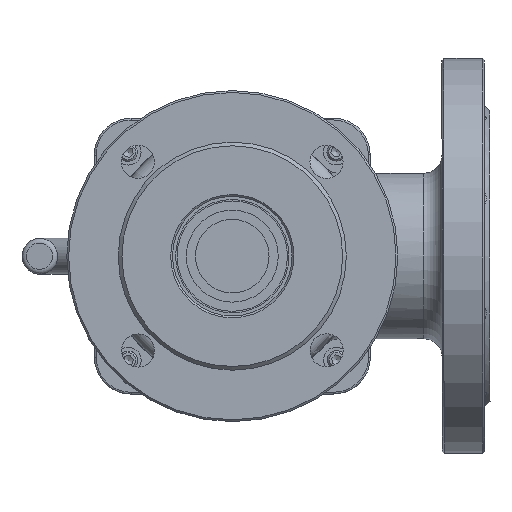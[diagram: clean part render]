
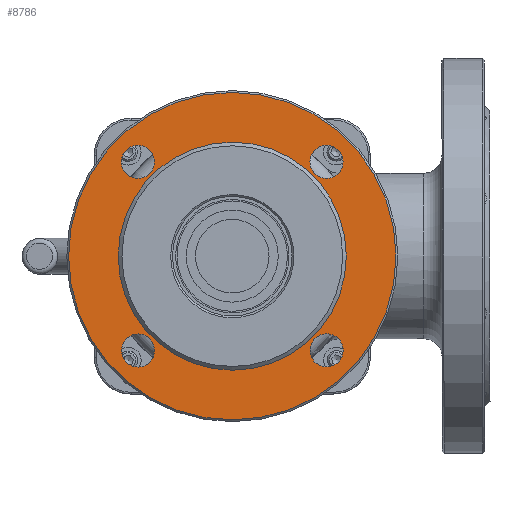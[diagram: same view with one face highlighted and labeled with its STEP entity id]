
A CAD part, front view. The second image highlights one B-rep face of the part: STEP entity #8786.
In plain terms, the highlighted planar face has unit normal (0, -1, 0).
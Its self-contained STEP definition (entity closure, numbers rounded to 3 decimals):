
#274=PLANE('',#9594);
#550=FACE_BOUND('',#2539,.T.);
#551=FACE_BOUND('',#2540,.T.);
#552=FACE_BOUND('',#2541,.T.);
#553=FACE_BOUND('',#2542,.T.);
#554=FACE_BOUND('',#2543,.T.);
#2001=FACE_OUTER_BOUND('',#2538,.T.);
#2538=EDGE_LOOP('',(#6192));
#2539=EDGE_LOOP('',(#6193));
#2540=EDGE_LOOP('',(#6194));
#2541=EDGE_LOOP('',(#6195));
#2542=EDGE_LOOP('',(#6196));
#2543=EDGE_LOOP('',(#6197));
#3290=CIRCLE('',#9591,89.);
#3292=CIRCLE('',#9595,9.);
#3293=CIRCLE('',#9596,9.);
#3294=CIRCLE('',#9597,9.);
#3295=CIRCLE('',#9598,9.);
#3296=CIRCLE('',#9599,62.);
#3832=VERTEX_POINT('',#15156);
#3834=VERTEX_POINT('',#15164);
#3835=VERTEX_POINT('',#15166);
#3836=VERTEX_POINT('',#15168);
#3837=VERTEX_POINT('',#15170);
#3838=VERTEX_POINT('',#15172);
#4718=EDGE_CURVE('',#3832,#3832,#3290,.T.);
#4721=EDGE_CURVE('',#3834,#3834,#3292,.T.);
#4722=EDGE_CURVE('',#3835,#3835,#3293,.T.);
#4723=EDGE_CURVE('',#3836,#3836,#3294,.T.);
#4724=EDGE_CURVE('',#3837,#3837,#3295,.T.);
#4725=EDGE_CURVE('',#3838,#3838,#3296,.T.);
#6192=ORIENTED_EDGE('',*,*,#4718,.F.);
#6193=ORIENTED_EDGE('',*,*,#4721,.F.);
#6194=ORIENTED_EDGE('',*,*,#4722,.F.);
#6195=ORIENTED_EDGE('',*,*,#4723,.F.);
#6196=ORIENTED_EDGE('',*,*,#4724,.F.);
#6197=ORIENTED_EDGE('',*,*,#4725,.F.);
#8786=ADVANCED_FACE('',(#2001,#550,#551,#552,#553,#554),#274,.F.);
#9591=AXIS2_PLACEMENT_3D('',#15158,#10773,#10774);
#9594=AXIS2_PLACEMENT_3D('',#15163,#10780,#10781);
#9595=AXIS2_PLACEMENT_3D('',#15165,#10782,#10783);
#9596=AXIS2_PLACEMENT_3D('',#15167,#10784,#10785);
#9597=AXIS2_PLACEMENT_3D('',#15169,#10786,#10787);
#9598=AXIS2_PLACEMENT_3D('',#15171,#10788,#10789);
#9599=AXIS2_PLACEMENT_3D('',#15173,#10790,#10791);
#10773=DIRECTION('center_axis',(0.,1.,0.));
#10774=DIRECTION('ref_axis',(1.,0.,0.));
#10780=DIRECTION('center_axis',(0.,1.,0.));
#10781=DIRECTION('ref_axis',(0.,0.,1.));
#10782=DIRECTION('center_axis',(0.,-1.,0.));
#10783=DIRECTION('ref_axis',(-1.,0.,0.));
#10784=DIRECTION('center_axis',(0.,-1.,0.));
#10785=DIRECTION('ref_axis',(-1.,0.,0.));
#10786=DIRECTION('center_axis',(0.,-1.,0.));
#10787=DIRECTION('ref_axis',(-1.,0.,0.));
#10788=DIRECTION('center_axis',(0.,-1.,0.));
#10789=DIRECTION('ref_axis',(-1.,0.,0.));
#10790=DIRECTION('center_axis',(0.,-1.,0.));
#10791=DIRECTION('ref_axis',(1.,0.,0.));
#15156=CARTESIAN_POINT('',(-89.,22.,0.));
#15158=CARTESIAN_POINT('Origin',(0.,22.,0.));
#15163=CARTESIAN_POINT('Origin',(0.,22.,0.));
#15164=CARTESIAN_POINT('',(60.265,22.,51.265));
#15165=CARTESIAN_POINT('Origin',(51.265,22.,51.265));
#15166=CARTESIAN_POINT('',(60.265,22.,-51.265));
#15167=CARTESIAN_POINT('Origin',(51.265,22.,-51.265));
#15168=CARTESIAN_POINT('',(-42.265,22.,-51.265));
#15169=CARTESIAN_POINT('Origin',(-51.265,22.,-51.265));
#15170=CARTESIAN_POINT('',(-42.265,22.,51.265));
#15171=CARTESIAN_POINT('Origin',(-51.265,22.,51.265));
#15172=CARTESIAN_POINT('',(-62.,22.,0.));
#15173=CARTESIAN_POINT('Origin',(0.,22.,0.));
